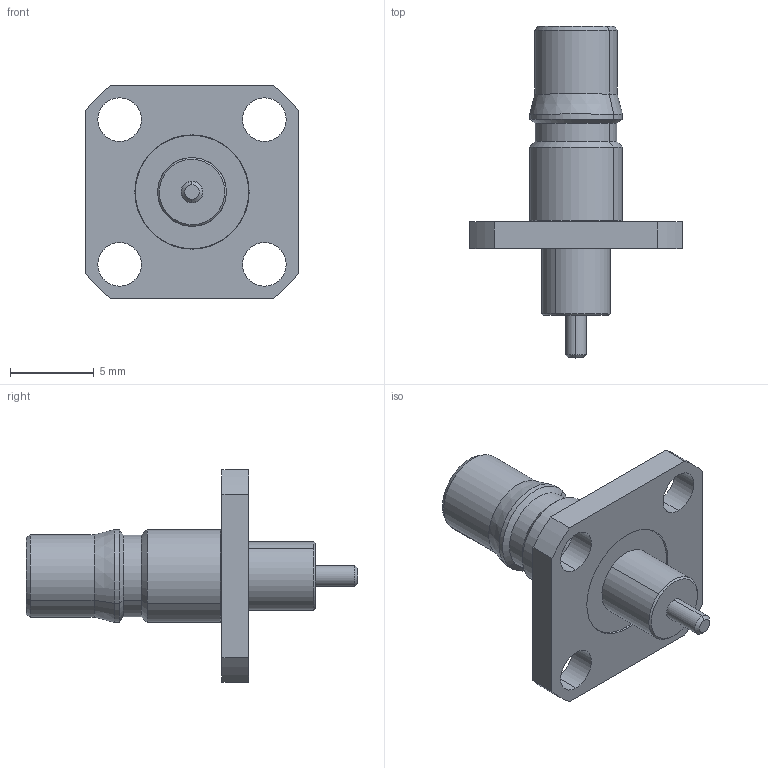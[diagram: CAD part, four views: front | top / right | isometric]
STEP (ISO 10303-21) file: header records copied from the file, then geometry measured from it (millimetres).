
FILE_DESCRIPTION (( 'STEP AP214' ), '1' );
FILE_NAME ('FMCN5186_3D.step', '2024-07-31T17:10:25', ( '' ), ( '' ), 'SwSTEP 2.0', 'SolidWorks 2022', '' );
FILE_SCHEMA (( 'AUTOMOTIVE_DESIGN' ));
Length unit declared in the file: inch
Products named in the file (5): Copy of item11-3^FMCN5186; FMCN5186_3D; Copy of item11-1^FMCN5186; Copy of item11-2^FMCN5186; Copy of item11-1-1^FMCN5186
Assembly tree (4 placements, depth 2):
  FMCN5186_3D
    Copy of item11-1-1^FMCN5186
    Copy of item11-1^FMCN5186
    Copy of item11-2^FMCN5186
    Copy of item11-3^FMCN5186
Bounding box: 12.7 x 19.8 x 12.7 mm (x, y, z)
Volume: 519.9 mm3; surface area: 1226.7 mm2
Topology: 4 solids, 4 shells, 209 faces, 534 edges, 335 vertices
Faces by surface type: plane 91, cylinder 78, cone 40
Entity records: 9437 total; most frequent: CARTESIAN_POINT 1551, ORIENTED_EDGE 1064, DIRECTION 1014, EDGE_CURVE 532, AXIS2_PLACEMENT_3D 410, VERTEX_POINT 335, EDGE_LOOP 227, UNCERTAINTY_MEASURE_WITH_UNIT 222
